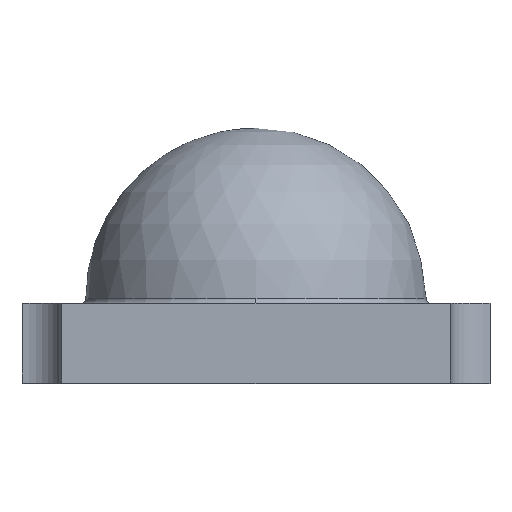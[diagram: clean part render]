
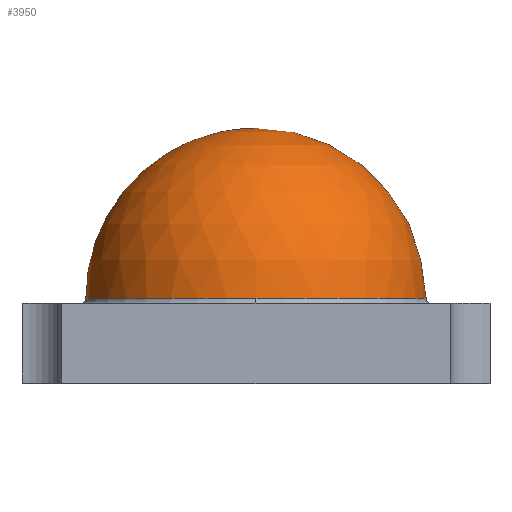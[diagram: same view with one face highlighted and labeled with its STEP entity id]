
A CAD part, top view. The second image highlights one B-rep face of the part: STEP entity #3950.
In plain terms, the highlighted spherical face has radius 1.6 mm.
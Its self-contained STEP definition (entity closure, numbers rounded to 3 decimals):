
#121 = DIRECTION ( 'NONE',  ( 0., -1., 0. ) ) ;
#145 = DIRECTION ( 'NONE',  ( 0., -1., 0. ) ) ;
#680 = AXIS2_PLACEMENT_3D ( 'NONE', #1489, #145, #2512 ) ;
#850 = CIRCLE ( 'NONE', #4151, 1.6 ) ;
#854 = ORIENTED_EDGE ( 'NONE', *, *, #1585, .F. ) ;
#888 = DIRECTION ( 'NONE',  ( 0., 1., 0. ) ) ;
#1205 = DIRECTION ( 'NONE',  ( -1., 0., 0. ) ) ;
#1456 = CARTESIAN_POINT ( 'NONE',  ( 0., 0.8, 1.6 ) ) ;
#1489 = CARTESIAN_POINT ( 'NONE',  ( 0., 0.8, 0. ) ) ;
#1559 = EDGE_LOOP ( 'NONE', ( #854, #2675 ) ) ;
#1585 = EDGE_CURVE ( 'NONE', #2709, #2254, #850, .T. ) ;
#2124 = CARTESIAN_POINT ( 'NONE',  ( 0., 0.8, -1.6 ) ) ;
#2129 = AXIS2_PLACEMENT_3D ( 'NONE', #3845, #888, #1205 ) ;
#2254 = VERTEX_POINT ( 'NONE', #2124 ) ;
#2512 = DIRECTION ( 'NONE',  ( 0., 0., 1. ) ) ;
#2608 = FACE_OUTER_BOUND ( 'NONE', #1559, .T. ) ;
#2675 = ORIENTED_EDGE ( 'NONE', *, *, #3376, .F. ) ;
#2709 = VERTEX_POINT ( 'NONE', #1456 ) ;
#3376 = EDGE_CURVE ( 'NONE', #2254, #2709, #3426, .T. ) ;
#3426 = CIRCLE ( 'NONE', #680, 1.6 ) ;
#3460 = DIRECTION ( 'NONE',  ( 0., 0., 1. ) ) ;
#3772 = CARTESIAN_POINT ( 'NONE',  ( 0., 0.8, 0. ) ) ;
#3845 = CARTESIAN_POINT ( 'NONE',  ( 0., 0.8, 0. ) ) ;
#3950 = ADVANCED_FACE ( 'NONE', ( #2608 ), #4234, .T. ) ;
#4151 = AXIS2_PLACEMENT_3D ( 'NONE', #3772, #121, #3460 ) ;
#4234 = SPHERICAL_SURFACE ( 'NONE', #2129, 1.6 ) ;
